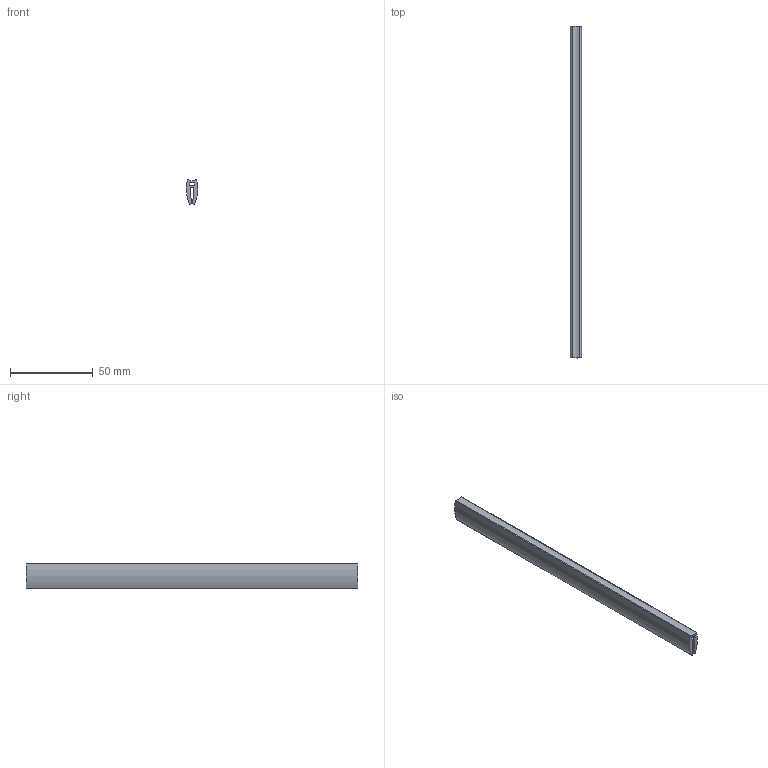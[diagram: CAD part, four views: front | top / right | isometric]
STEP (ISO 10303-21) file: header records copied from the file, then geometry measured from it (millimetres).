
FILE_DESCRIPTION((''),'2;1');
FILE_NAME('','2011-05-26T16:05:59',(''),(''),'','CADfix','');
FILE_SCHEMA(('AUTOMOTIVE_DESIGN { 1 0 10303 214 1 1 1 1 }'));
Length unit declared in the file: millimetre
Bounding box: 6.88 x 200 x 15 mm (x, y, z)
Volume: 13889.3 mm3; surface area: 13806.4 mm2
Topology: 1 solids, 1 shells, 22 faces, 60 edges, 40 vertices
Faces by surface type: bspline 22
Entity records: 738 total; most frequent: CARTESIAN_POINT 374, ORIENTED_EDGE 120, EDGE_CURVE 60, VERTEX_POINT 40, QUASI_UNIFORM_CURVE 32, EDGE_LOOP 24, FACE_OUTER_BOUND 22, ADVANCED_FACE 22
